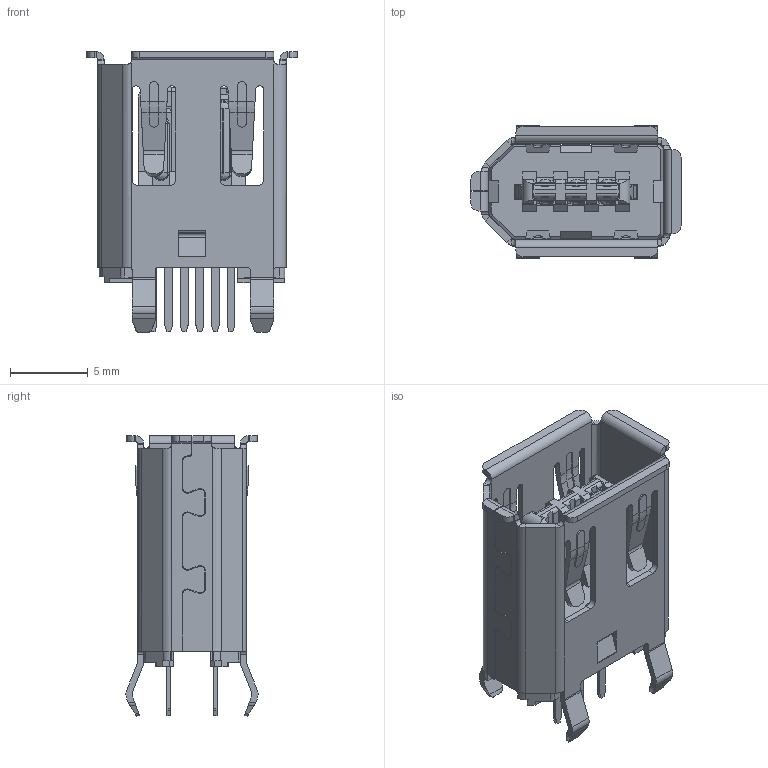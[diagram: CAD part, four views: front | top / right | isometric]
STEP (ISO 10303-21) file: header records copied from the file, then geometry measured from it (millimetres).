
FILE_DESCRIPTION( ('This file contains a STEP AP42 implementation' ,'as created by ZW3D STEP Interface translator.') ,'2;1' );
FILE_NAME( '6130-06MSSXDBNA2.stp' ,'231024.1659 3', (''), ('ZWCAD Software Co.'), 'Version 1.0', 'ZW3D to STEP translator', '' );
FILE_SCHEMA(('AUTOMOTIVE_DESIGN { 1 0 10303 214 1 1 1 1 }'));
Length unit declared in the file: millimetre
Products named in the file (2): 0; 6130-06MSSXDBNA2
Bounding box: 13.5 x 8.5 x 18.04 mm (x, y, z)
Volume: 529.1 mm3; surface area: 1926.9 mm2
Topology: 1 solids, 7 shells, 1263 faces, 3596 edges, 2307 vertices
Faces by surface type: plane 817, cylinder 294, bspline 128, cone 24
Entity records: 43492 total; most frequent: CARTESIAN_POINT 10262, ORIENTED_EDGE 7196, DIRECTION 5996, EDGE_CURVE 3596, VECTOR 2628, LINE 2628, VERTEX_POINT 2307, AXIS2_PLACEMENT_3D 1684
